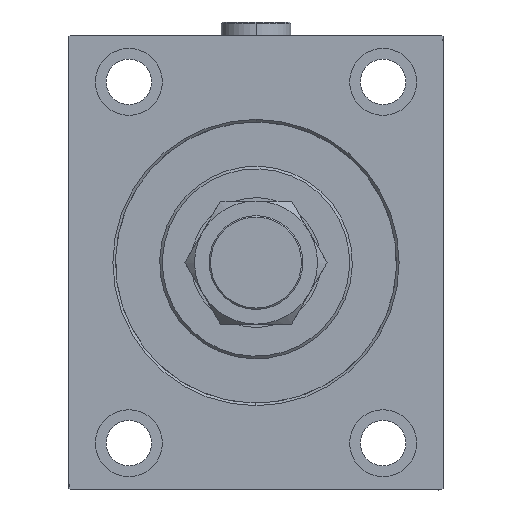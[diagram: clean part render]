
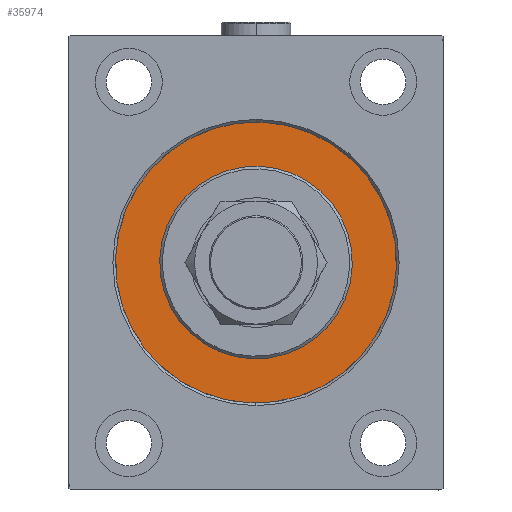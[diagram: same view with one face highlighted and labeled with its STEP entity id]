
A CAD part, left-side view. The second image highlights one B-rep face of the part: STEP entity #35974.
In plain terms, the highlighted face is planar.
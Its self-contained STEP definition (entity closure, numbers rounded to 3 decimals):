
#1640 = DIRECTION ( 'NONE',  ( 0., 0., 1. ) ) ;
#2164 = CARTESIAN_POINT ( 'NONE',  ( 0., 0., 0. ) ) ;
#2375 = CARTESIAN_POINT ( 'NONE',  ( 0., 0., 0. ) ) ;
#2740 = ORIENTED_EDGE ( 'NONE', *, *, #16873, .F. ) ;
#3159 = CARTESIAN_POINT ( 'NONE',  ( 0., 0., 0. ) ) ;
#3254 = ORIENTED_EDGE ( 'NONE', *, *, #46824, .F. ) ;
#3616 = FACE_BOUND ( 'NONE', #9615, .T. ) ;
#4602 = VERTEX_POINT ( 'NONE', #43932 ) ;
#5442 = DIRECTION ( 'NONE',  ( -1., 0., 0. ) ) ;
#6418 = AXIS2_PLACEMENT_3D ( 'NONE', #9464, #5442, #1640 ) ;
#6617 = CARTESIAN_POINT ( 'NONE',  ( 0., 0., 36. ) ) ;
#9464 = CARTESIAN_POINT ( 'NONE',  ( 0., 0., 0. ) ) ;
#9615 = EDGE_LOOP ( 'NONE', ( #3254, #32358 ) ) ;
#9862 = VERTEX_POINT ( 'NONE', #6617 ) ;
#13271 = DIRECTION ( 'NONE',  ( 0., 0., -1. ) ) ;
#13889 = DIRECTION ( 'NONE',  ( 1., 0., 0. ) ) ;
#14651 = EDGE_CURVE ( 'NONE', #23433, #9862, #22148, .T. ) ;
#16828 = DIRECTION ( 'NONE',  ( 1., 0., 0. ) ) ;
#16873 = EDGE_CURVE ( 'NONE', #17793, #4602, #22955, .T. ) ;
#17793 = VERTEX_POINT ( 'NONE', #46767 ) ;
#17847 = DIRECTION ( 'NONE',  ( -1., 0., 0. ) ) ;
#18077 = PLANE ( 'NONE',  #33651 ) ;
#22148 = CIRCLE ( 'NONE', #28947, 36. ) ;
#22486 = CIRCLE ( 'NONE', #42939, 36. ) ;
#22955 = CIRCLE ( 'NONE', #23743, 52.5 ) ;
#23433 = VERTEX_POINT ( 'NONE', #35663 ) ;
#23743 = AXIS2_PLACEMENT_3D ( 'NONE', #2164, #30612, #45065 ) ;
#28599 = CARTESIAN_POINT ( 'NONE',  ( 0., 0., 0. ) ) ;
#28947 = AXIS2_PLACEMENT_3D ( 'NONE', #2375, #16828, #13271 ) ;
#30612 = DIRECTION ( 'NONE',  ( -1., 0., 0. ) ) ;
#30688 = ORIENTED_EDGE ( 'NONE', *, *, #37476, .F. ) ;
#32358 = ORIENTED_EDGE ( 'NONE', *, *, #14651, .F. ) ;
#33651 = AXIS2_PLACEMENT_3D ( 'NONE', #3159, #17847, #45827 ) ;
#35663 = CARTESIAN_POINT ( 'NONE',  ( 0., 0., -36. ) ) ;
#35974 = ADVANCED_FACE ( 'NONE', ( #3616, #36099 ), #18077, .F. ) ;
#36099 = FACE_OUTER_BOUND ( 'NONE', #41472, .T. ) ;
#37476 = EDGE_CURVE ( 'NONE', #4602, #17793, #38126, .T. ) ;
#38126 = CIRCLE ( 'NONE', #6418, 52.5 ) ;
#41472 = EDGE_LOOP ( 'NONE', ( #30688, #2740 ) ) ;
#42593 = DIRECTION ( 'NONE',  ( 0., 0., -1. ) ) ;
#42939 = AXIS2_PLACEMENT_3D ( 'NONE', #28599, #13889, #42593 ) ;
#43932 = CARTESIAN_POINT ( 'NONE',  ( 0., 0., -52.5 ) ) ;
#45065 = DIRECTION ( 'NONE',  ( 0., 0., 1. ) ) ;
#45827 = DIRECTION ( 'NONE',  ( 0., 0., 1. ) ) ;
#46767 = CARTESIAN_POINT ( 'NONE',  ( 0., 0., 52.5 ) ) ;
#46824 = EDGE_CURVE ( 'NONE', #9862, #23433, #22486, .T. ) ;
